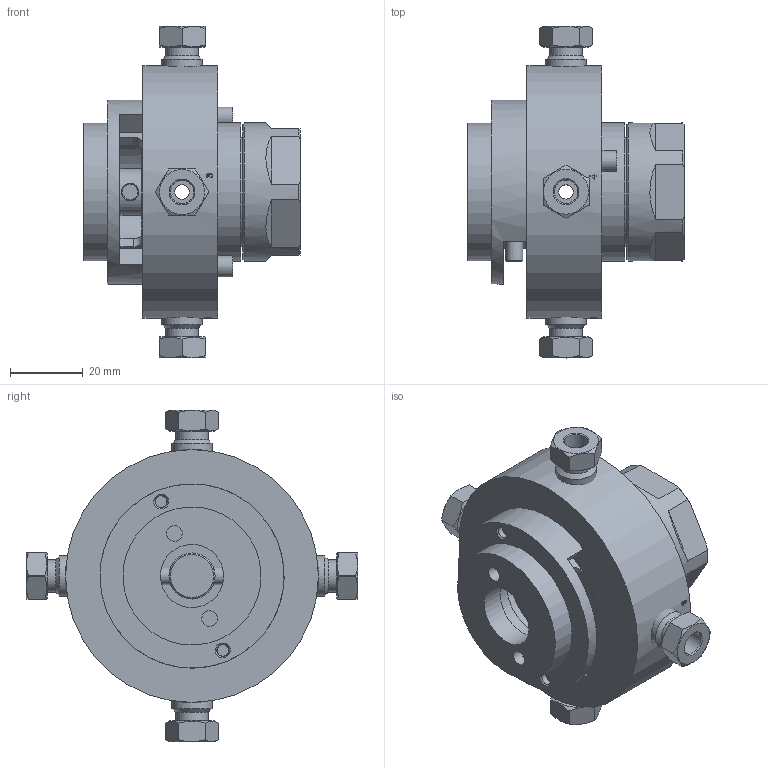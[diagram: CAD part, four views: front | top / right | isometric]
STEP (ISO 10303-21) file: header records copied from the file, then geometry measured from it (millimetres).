
FILE_DESCRIPTION((''),'2;1');
FILE_NAME('506337-VL4MWE2 4 port 2 pos replacement valve.stp','2013-08-27T10:11:48',('Franzp'),(''),'Autodesk Inventor 2013','Autodesk Inventor 2013','');
FILE_SCHEMA(('AUTOMOTIVE_DESIGN { 1 0 10303 214 1 1 1 1 }'));
Length unit declared in the file: millimetre
Products named in the file (1): 506337_Shrinkwrap_1
Bounding box: 59.76 x 91.55 x 91.55 mm (x, y, z)
Surface area: 30368.1 mm2 (no closed solid volume)
Topology: 0 solids, 25 shells, 156 faces, 537 edges, 383 vertices
Faces by surface type: plane 89, cylinder 34, cone 33
Full cylindrical faces by diameter (mm): 3.302 x2, 4.318 x2, 4.763 x1, 5.78 x2, 6.55 x4, 8.89 x4, 11.113 x4, 12.7 x1, 17.424 x1, 19.304 x1, 25.603 x1, 29.972 x1, 31.75 x1, 38.1 x4, 50.8 x1, 69.723 x1
Entity records: 6030 total; most frequent: CARTESIAN_POINT 1582, DIRECTION 863, ORIENTED_EDGE 702, EDGE_CURVE 464, VERTEX_POINT 364, AXIS2_PLACEMENT_3D 354, EDGE_LOOP 253, CIRCLE 186
